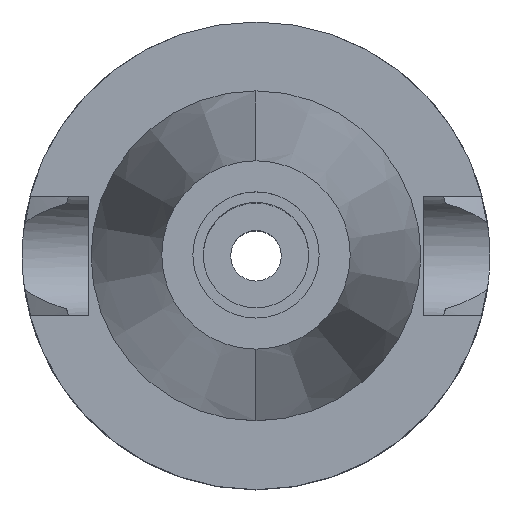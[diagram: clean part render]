
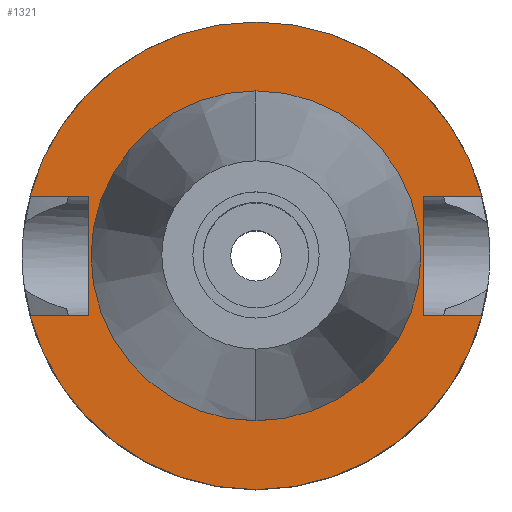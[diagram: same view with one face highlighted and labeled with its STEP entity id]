
A CAD part, top view. The second image highlights one B-rep face of the part: STEP entity #1321.
In plain terms, the highlighted planar face has unit normal (0, 0, 1).
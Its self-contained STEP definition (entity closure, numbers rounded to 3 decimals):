
#94=DIRECTION('',(0.,1.,0.));
#95=VECTOR('',#94,16.1);
#96=CARTESIAN_POINT('',(-22.5,-8.05,-1.));
#97=LINE('',#96,#95);
#101=DIRECTION('',(-1.,0.,0.));
#102=VECTOR('',#101,7.954);
#103=CARTESIAN_POINT('',(-22.5,8.05,-1.));
#104=LINE('',#103,#102);
#108=CARTESIAN_POINT('',(0.,0.,-1.));
#109=DIRECTION('',(0.,0.,-1.));
#110=DIRECTION('',(-0.967,0.256,0.));
#111=AXIS2_PLACEMENT_3D('',#108,#109,#110);
#116=CARTESIAN_POINT('',(0.,0.,-1.));
#117=DIRECTION('',(0.,0.,-1.));
#118=DIRECTION('',(0.,1.,0.));
#119=AXIS2_PLACEMENT_3D('',#116,#117,#118);
#124=DIRECTION('',(0.,-1.,0.));
#125=VECTOR('',#124,16.1);
#126=CARTESIAN_POINT('',(22.5,8.05,-1.));
#127=LINE('',#126,#125);
#131=DIRECTION('',(1.,0.,0.));
#132=VECTOR('',#131,7.954);
#133=CARTESIAN_POINT('',(22.5,-8.05,-1.));
#134=LINE('',#133,#132);
#138=CARTESIAN_POINT('',(0.,0.,-1.));
#139=DIRECTION('',(0.,0.,-1.));
#140=DIRECTION('',(0.967,-0.256,0.));
#141=AXIS2_PLACEMENT_3D('',#138,#139,#140);
#146=CARTESIAN_POINT('',(0.,0.,-1.));
#147=DIRECTION('',(0.,0.,-1.));
#148=DIRECTION('',(0.,-1.,0.));
#149=AXIS2_PLACEMENT_3D('',#146,#147,#148);
#154=CARTESIAN_POINT('',(0.,0.,-1.));
#155=DIRECTION('',(0.,0.,1.));
#156=DIRECTION('',(0.,-1.,0.));
#157=AXIS2_PLACEMENT_3D('',#154,#155,#156);
#162=CARTESIAN_POINT('',(0.,0.,-1.));
#163=DIRECTION('',(0.,0.,1.));
#164=DIRECTION('',(0.,1.,0.));
#165=AXIS2_PLACEMENT_3D('',#162,#163,#164);
#200=DIRECTION('',(-1.,0.,0.));
#201=VECTOR('',#200,7.954);
#202=CARTESIAN_POINT('',(-22.5,-8.05,-1.));
#203=LINE('',#202,#201);
#337=DIRECTION('',(1.,0.,0.));
#338=VECTOR('',#337,7.954);
#339=CARTESIAN_POINT('',(22.5,8.05,-1.));
#340=LINE('',#339,#338);
#1178=CARTESIAN_POINT('',(-22.5,-8.05,-1.));
#1179=VERTEX_POINT('',#1178);
#1180=CARTESIAN_POINT('',(-30.454,-8.05,-1.));
#1181=VERTEX_POINT('',#1180);
#1184=CARTESIAN_POINT('',(-22.5,8.05,-1.));
#1185=VERTEX_POINT('',#1184);
#1186=CARTESIAN_POINT('',(-30.454,8.05,-1.));
#1187=VERTEX_POINT('',#1186);
#1188=CARTESIAN_POINT('',(0.,31.5,-1.));
#1189=CARTESIAN_POINT('',(30.454,8.05,-1.));
#1190=VERTEX_POINT('',#1188);
#1191=VERTEX_POINT('',#1189);
#1192=CARTESIAN_POINT('',(22.5,8.05,-1.));
#1193=VERTEX_POINT('',#1192);
#1194=CARTESIAN_POINT('',(22.5,-8.05,-1.));
#1195=VERTEX_POINT('',#1194);
#1196=CARTESIAN_POINT('',(30.454,-8.05,-1.));
#1197=VERTEX_POINT('',#1196);
#1198=CARTESIAN_POINT('',(0.,-31.5,-1.));
#1199=VERTEX_POINT('',#1198);
#1200=CARTESIAN_POINT('',(0.,-22.225,-1.));
#1201=CARTESIAN_POINT('',(0.,22.225,-1.));
#1202=VERTEX_POINT('',#1200);
#1203=VERTEX_POINT('',#1201);
#1290=CARTESIAN_POINT('',(0.,0.,-1.));
#1291=DIRECTION('',(0.,0.,-1.));
#1292=DIRECTION('',(0.,-1.,0.));
#1293=AXIS2_PLACEMENT_3D('',#1290,#1291,#1292);
#1294=PLANE('',#1293);
#1296=ORIENTED_EDGE('',*,*,#1295,.T.);
#1298=ORIENTED_EDGE('',*,*,#1297,.T.);
#1300=ORIENTED_EDGE('',*,*,#1299,.T.);
#1302=ORIENTED_EDGE('',*,*,#1301,.T.);
#1304=ORIENTED_EDGE('',*,*,#1303,.F.);
#1306=ORIENTED_EDGE('',*,*,#1305,.T.);
#1308=ORIENTED_EDGE('',*,*,#1307,.T.);
#1310=ORIENTED_EDGE('',*,*,#1309,.T.);
#1312=ORIENTED_EDGE('',*,*,#1311,.T.);
#1314=ORIENTED_EDGE('',*,*,#1313,.F.);
#1315=EDGE_LOOP('',(#1296,#1298,#1300,#1302,#1304,#1306,#1308,#1310,#1312,
#1314));
#1316=FACE_OUTER_BOUND('',#1315,.F.);
#1317=ORIENTED_EDGE('',*,*,#1269,.T.);
#1318=ORIENTED_EDGE('',*,*,#1285,.T.);
#1319=EDGE_LOOP('',(#1317,#1318));
#1320=FACE_BOUND('',#1319,.F.);
#112=CIRCLE('',#111,31.5);
#120=CIRCLE('',#119,31.5);
#142=CIRCLE('',#141,31.5);
#150=CIRCLE('',#149,31.5);
#158=CIRCLE('',#157,22.225);
#166=CIRCLE('',#165,22.225);
#1269=EDGE_CURVE('',#1202,#1203,#158,.T.);
#1285=EDGE_CURVE('',#1203,#1202,#166,.T.);
#1295=EDGE_CURVE('',#1179,#1185,#97,.T.);
#1297=EDGE_CURVE('',#1185,#1187,#104,.T.);
#1299=EDGE_CURVE('',#1187,#1190,#112,.T.);
#1301=EDGE_CURVE('',#1190,#1191,#120,.T.);
#1303=EDGE_CURVE('',#1193,#1191,#340,.T.);
#1305=EDGE_CURVE('',#1193,#1195,#127,.T.);
#1307=EDGE_CURVE('',#1195,#1197,#134,.T.);
#1309=EDGE_CURVE('',#1197,#1199,#142,.T.);
#1311=EDGE_CURVE('',#1199,#1181,#150,.T.);
#1313=EDGE_CURVE('',#1179,#1181,#203,.T.);
#1321=ADVANCED_FACE('',(#1316,#1320),#1294,.F.);
